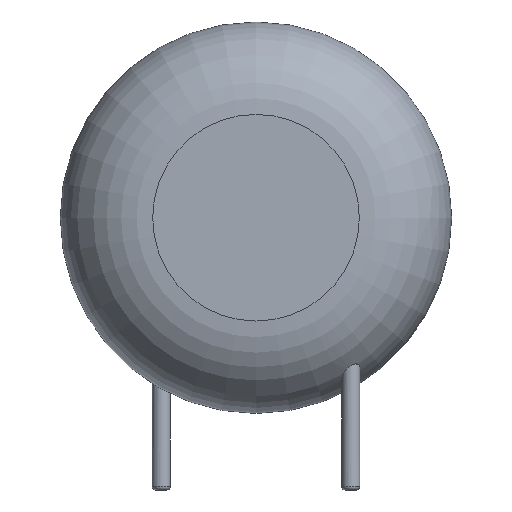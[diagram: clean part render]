
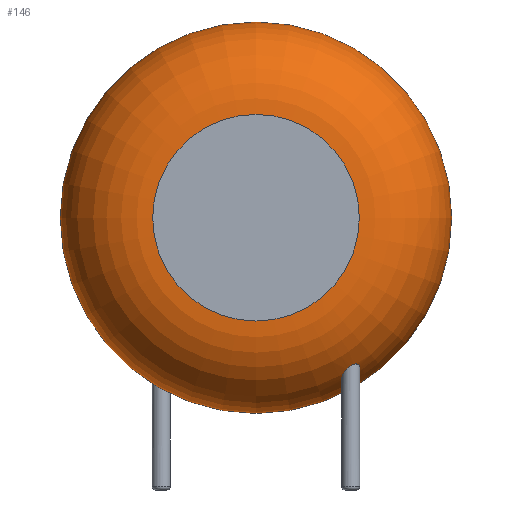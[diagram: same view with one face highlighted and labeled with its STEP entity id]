
A CAD part, front view. The second image highlights one B-rep face of the part: STEP entity #146.
In plain terms, the highlighted toroidal (fillet/blend) face has major radius 4.091 mm and minor radius 3.659 mm.
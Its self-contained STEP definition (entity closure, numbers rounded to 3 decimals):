
#24=VERTEX_POINT('',#25);
#25=CARTESIAN_POINT('',(11.5,-2.091,7.78));
#30=ORIENTED_EDGE('',*,*,#31,.T.);
#31=EDGE_CURVE('',#24,#24,#32,.T.);
#32=CIRCLE('',#33,7.75);
#33=AXIS2_PLACEMENT_3D('',#34,#35,#36);
#34=CARTESIAN_POINT('',(3.75,-2.091,7.78));
#35=DIRECTION('',(0.,-1.,0.));
#36=DIRECTION('',(1.,0.,0.));
#146=ADVANCED_FACE('',(#147,#163),#219,.T.);
#147=FACE_BOUND('',#148,.T.);
#148=EDGE_LOOP('',(#30,#149,#157,#162));
#149=ORIENTED_EDGE('',*,*,#150,.T.);
#150=EDGE_CURVE('',#24,#151,#153,.T.);
#151=VERTEX_POINT('',#152);
#152=CARTESIAN_POINT('',(7.841,-5.75,7.78));
#153=CIRCLE('',#154,3.659);
#154=AXIS2_PLACEMENT_3D('',#155,#156,#36);
#155=CARTESIAN_POINT('',(7.841,-2.091,7.78));
#156=DIRECTION('',(0.,0.,-1.));
#157=ORIENTED_EDGE('',*,*,#158,.F.);
#158=EDGE_CURVE('',#151,#151,#159,.T.);
#159=CIRCLE('',#160,4.091);
#160=AXIS2_PLACEMENT_3D('',#161,#35,#36);
#161=CARTESIAN_POINT('',(3.75,-5.75,7.78));
#162=ORIENTED_EDGE('',*,*,#150,.F.);
#163=FACE_BOUND('',#164,.T.);
#164=EDGE_LOOP('',(#165,#186));
#165=ORIENTED_EDGE('',*,*,#166,.T.);
#166=EDGE_CURVE('',#167,#169,#171,.T.);
#167=VERTEX_POINT('',#168);
#168=CARTESIAN_POINT('',(7.86,-4.,1.853));
#169=VERTEX_POINT('',#170);
#170=CARTESIAN_POINT('',(7.293,-3.706,1.312));
#171=B_SPLINE_CURVE_WITH_KNOTS('',8,(#168,#172,#173,#174,#175,#176,#177,#178,#179,#180,#181,#182,#183,#184,#185,#170),.UNSPECIFIED.,.F.,.F.,(9,7,9),(0.,0.286,1.),.UNSPECIFIED.);
#172=CARTESIAN_POINT('',(7.86,-3.973,1.832));
#173=CARTESIAN_POINT('',(7.858,-3.946,1.811));
#174=CARTESIAN_POINT('',(7.853,-3.919,1.789));
#175=CARTESIAN_POINT('',(7.846,-3.893,1.766));
#176=CARTESIAN_POINT('',(7.837,-3.868,1.743));
#177=CARTESIAN_POINT('',(7.826,-3.843,1.719));
#178=CARTESIAN_POINT('',(7.813,-3.82,1.696));
#179=CARTESIAN_POINT('',(7.76,-3.742,1.612));
#180=CARTESIAN_POINT('',(7.711,-3.695,1.552));
#181=CARTESIAN_POINT('',(7.651,-3.657,1.492));
#182=CARTESIAN_POINT('',(7.582,-3.632,1.436));
#183=CARTESIAN_POINT('',(7.506,-3.623,1.387));
#184=CARTESIAN_POINT('',(7.428,-3.633,1.347));
#185=CARTESIAN_POINT('',(7.355,-3.662,1.322));
#186=ORIENTED_EDGE('',*,*,#187,.T.);
#187=EDGE_CURVE('',#169,#167,#188,.T.);
#188=B_SPLINE_CURVE_WITH_KNOTS('',7,(#170,#189,#190,#191,#192,#193,#194,#195,#196,#197,#198,#199,#200,#201,#202,#203,#204,#205,#206,#207,#208,#209,#210,#211,#212,#213,#214,#215,#216,#217,#218,#168),.UNSPECIFIED.,.F.,.F.,(8,6,6,6,6,8),(0.,0.232,0.423,0.66,0.894,1.),.UNSPECIFIED.);
#189=CARTESIAN_POINT('',(7.25,-3.736,1.305));
#190=CARTESIAN_POINT('',(7.212,-3.774,1.307));
#191=CARTESIAN_POINT('',(7.181,-3.817,1.316));
#192=CARTESIAN_POINT('',(7.159,-3.865,1.333));
#193=CARTESIAN_POINT('',(7.145,-3.913,1.357));
#194=CARTESIAN_POINT('',(7.139,-3.962,1.387));
#195=CARTESIAN_POINT('',(7.141,-4.049,1.448));
#196=CARTESIAN_POINT('',(7.147,-4.087,1.479));
#197=CARTESIAN_POINT('',(7.158,-4.124,1.512));
#198=CARTESIAN_POINT('',(7.173,-4.159,1.547));
#199=CARTESIAN_POINT('',(7.191,-4.191,1.583));
#200=CARTESIAN_POINT('',(7.213,-4.221,1.62));
#201=CARTESIAN_POINT('',(7.271,-4.281,1.703));
#202=CARTESIAN_POINT('',(7.307,-4.31,1.75));
#203=CARTESIAN_POINT('',(7.348,-4.333,1.795));
#204=CARTESIAN_POINT('',(7.394,-4.351,1.839));
#205=CARTESIAN_POINT('',(7.443,-4.361,1.879));
#206=CARTESIAN_POINT('',(7.494,-4.364,1.914));
#207=CARTESIAN_POINT('',(7.596,-4.351,1.968));
#208=CARTESIAN_POINT('',(7.647,-4.336,1.988));
#209=CARTESIAN_POINT('',(7.697,-4.311,1.998));
#210=CARTESIAN_POINT('',(7.74,-4.278,1.998));
#211=CARTESIAN_POINT('',(7.777,-4.239,1.989));
#212=CARTESIAN_POINT('',(7.806,-4.196,1.971));
#213=CARTESIAN_POINT('',(7.837,-4.13,1.938));
#214=CARTESIAN_POINT('',(7.845,-4.108,1.926));
#215=CARTESIAN_POINT('',(7.851,-4.087,1.913));
#216=CARTESIAN_POINT('',(7.855,-4.065,1.899));
#217=CARTESIAN_POINT('',(7.858,-4.043,1.884));
#218=CARTESIAN_POINT('',(7.86,-4.022,1.869));
#219=TOROIDAL_SURFACE('',#33,4.091,3.659);
